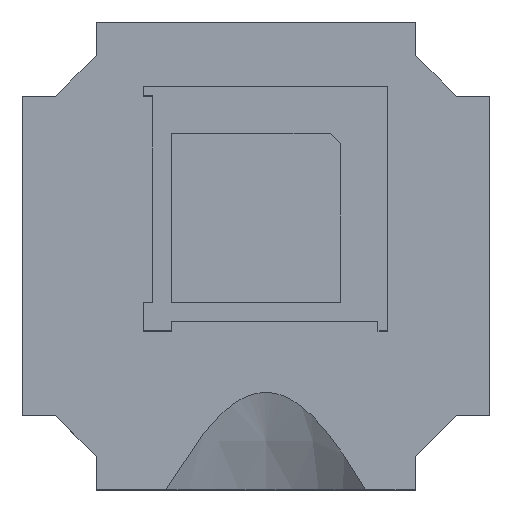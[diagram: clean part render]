
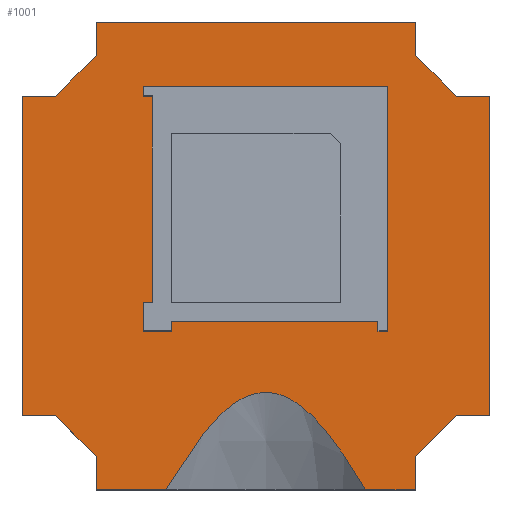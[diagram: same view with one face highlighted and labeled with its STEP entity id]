
A CAD part, top view. The second image highlights one B-rep face of the part: STEP entity #1001.
In plain terms, the highlighted planar face has unit normal (0, 0, 1).
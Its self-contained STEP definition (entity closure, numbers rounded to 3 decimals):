
#15=(
BOUNDED_CURVE()
B_SPLINE_CURVE(2,(#1450,#1451,#1452),.UNSPECIFIED.,.F.,.F.)
B_SPLINE_CURVE_WITH_KNOTS((3,3),(0.,2.97),.UNSPECIFIED.)
CURVE()
GEOMETRIC_REPRESENTATION_ITEM()
RATIONAL_B_SPLINE_CURVE((1.,1.289,1.))
REPRESENTATION_ITEM('')
);
#22=FACE_BOUND('',#157,.T.);
#53=PLANE('',#1073);
#102=FACE_OUTER_BOUND('',#156,.T.);
#156=EDGE_LOOP('',(#873,#874,#875,#876,#877,#878,#879,#880,#881,#882,#883,
#884,#885,#886,#887,#888,#889,#890));
#157=EDGE_LOOP('',(#891,#892,#893,#894,#895,#896,#897,#898,#899,#900,#901,
#902));
#175=LINE('',#1343,#312);
#183=LINE('',#1359,#320);
#186=LINE('',#1365,#323);
#189=LINE('',#1372,#326);
#193=LINE('',#1381,#330);
#197=LINE('',#1388,#334);
#212=LINE('',#1417,#349);
#213=LINE('',#1420,#350);
#216=LINE('',#1425,#353);
#220=LINE('',#1432,#357);
#228=LINE('',#1456,#365);
#232=LINE('',#1463,#369);
#277=LINE('',#1552,#414);
#280=LINE('',#1557,#417);
#282=LINE('',#1562,#419);
#283=LINE('',#1564,#420);
#284=LINE('',#1566,#421);
#285=LINE('',#1568,#422);
#286=LINE('',#1570,#423);
#287=LINE('',#1572,#424);
#288=LINE('',#1574,#425);
#289=LINE('',#1576,#426);
#290=LINE('',#1578,#427);
#291=LINE('',#1580,#428);
#292=LINE('',#1582,#429);
#293=LINE('',#1584,#430);
#294=LINE('',#1586,#431);
#295=LINE('',#1588,#432);
#296=LINE('',#1589,#433);
#312=VECTOR('',#1101,10.);
#320=VECTOR('',#1111,10.);
#323=VECTOR('',#1116,10.);
#326=VECTOR('',#1121,10.);
#330=VECTOR('',#1127,10.);
#334=VECTOR('',#1133,10.);
#349=VECTOR('',#1154,10.);
#350=VECTOR('',#1157,10.);
#353=VECTOR('',#1162,10.);
#357=VECTOR('',#1168,10.);
#365=VECTOR('',#1186,10.);
#369=VECTOR('',#1190,10.);
#414=VECTOR('',#1261,10.);
#417=VECTOR('',#1266,10.);
#419=VECTOR('',#1272,10.);
#420=VECTOR('',#1273,10.);
#421=VECTOR('',#1274,10.);
#422=VECTOR('',#1275,10.);
#423=VECTOR('',#1276,10.);
#424=VECTOR('',#1277,10.);
#425=VECTOR('',#1278,10.);
#426=VECTOR('',#1279,10.);
#427=VECTOR('',#1280,10.);
#428=VECTOR('',#1281,10.);
#429=VECTOR('',#1282,10.);
#430=VECTOR('',#1283,10.);
#431=VECTOR('',#1284,10.);
#432=VECTOR('',#1285,10.);
#433=VECTOR('',#1286,10.);
#453=VERTEX_POINT('',#1341);
#454=VERTEX_POINT('',#1342);
#461=VERTEX_POINT('',#1358);
#463=VERTEX_POINT('',#1364);
#465=VERTEX_POINT('',#1370);
#466=VERTEX_POINT('',#1371);
#469=VERTEX_POINT('',#1379);
#470=VERTEX_POINT('',#1380);
#483=VERTEX_POINT('',#1415);
#484=VERTEX_POINT('',#1419);
#487=VERTEX_POINT('',#1430);
#493=VERTEX_POINT('',#1448);
#494=VERTEX_POINT('',#1449);
#495=VERTEX_POINT('',#1455);
#498=VERTEX_POINT('',#1461);
#529=VERTEX_POINT('',#1551);
#531=VERTEX_POINT('',#1561);
#532=VERTEX_POINT('',#1563);
#533=VERTEX_POINT('',#1565);
#534=VERTEX_POINT('',#1567);
#535=VERTEX_POINT('',#1569);
#536=VERTEX_POINT('',#1571);
#537=VERTEX_POINT('',#1573);
#538=VERTEX_POINT('',#1575);
#539=VERTEX_POINT('',#1577);
#540=VERTEX_POINT('',#1579);
#541=VERTEX_POINT('',#1581);
#542=VERTEX_POINT('',#1583);
#543=VERTEX_POINT('',#1585);
#544=VERTEX_POINT('',#1587);
#548=EDGE_CURVE('',#453,#454,#175,.T.);
#556=EDGE_CURVE('',#461,#453,#183,.T.);
#559=EDGE_CURVE('',#454,#463,#186,.T.);
#562=EDGE_CURVE('',#465,#466,#189,.T.);
#566=EDGE_CURVE('',#469,#470,#193,.T.);
#570=EDGE_CURVE('',#470,#465,#197,.T.);
#585=EDGE_CURVE('',#461,#483,#212,.T.);
#586=EDGE_CURVE('',#484,#463,#213,.T.);
#589=EDGE_CURVE('',#483,#466,#216,.T.);
#593=EDGE_CURVE('',#469,#487,#220,.T.);
#601=EDGE_CURVE('',#493,#494,#15,.T.);
#603=EDGE_CURVE('',#493,#495,#228,.T.);
#607=EDGE_CURVE('',#498,#494,#232,.T.);
#652=EDGE_CURVE('',#487,#529,#277,.T.);
#655=EDGE_CURVE('',#529,#484,#280,.T.);
#657=EDGE_CURVE('',#498,#531,#282,.T.);
#658=EDGE_CURVE('',#531,#532,#283,.T.);
#659=EDGE_CURVE('',#532,#533,#284,.T.);
#660=EDGE_CURVE('',#533,#534,#285,.T.);
#661=EDGE_CURVE('',#534,#535,#286,.T.);
#662=EDGE_CURVE('',#535,#536,#287,.T.);
#663=EDGE_CURVE('',#536,#537,#288,.T.);
#664=EDGE_CURVE('',#537,#538,#289,.T.);
#665=EDGE_CURVE('',#538,#539,#290,.T.);
#666=EDGE_CURVE('',#539,#540,#291,.T.);
#667=EDGE_CURVE('',#540,#541,#292,.T.);
#668=EDGE_CURVE('',#541,#542,#293,.T.);
#669=EDGE_CURVE('',#543,#542,#294,.T.);
#670=EDGE_CURVE('',#544,#543,#295,.T.);
#671=EDGE_CURVE('',#495,#544,#296,.T.);
#873=ORIENTED_EDGE('',*,*,#601,.T.);
#874=ORIENTED_EDGE('',*,*,#607,.F.);
#875=ORIENTED_EDGE('',*,*,#657,.T.);
#876=ORIENTED_EDGE('',*,*,#658,.T.);
#877=ORIENTED_EDGE('',*,*,#659,.T.);
#878=ORIENTED_EDGE('',*,*,#660,.T.);
#879=ORIENTED_EDGE('',*,*,#661,.T.);
#880=ORIENTED_EDGE('',*,*,#662,.T.);
#881=ORIENTED_EDGE('',*,*,#663,.T.);
#882=ORIENTED_EDGE('',*,*,#664,.T.);
#883=ORIENTED_EDGE('',*,*,#665,.T.);
#884=ORIENTED_EDGE('',*,*,#666,.T.);
#885=ORIENTED_EDGE('',*,*,#667,.T.);
#886=ORIENTED_EDGE('',*,*,#668,.T.);
#887=ORIENTED_EDGE('',*,*,#669,.F.);
#888=ORIENTED_EDGE('',*,*,#670,.F.);
#889=ORIENTED_EDGE('',*,*,#671,.F.);
#890=ORIENTED_EDGE('',*,*,#603,.F.);
#891=ORIENTED_EDGE('',*,*,#589,.T.);
#892=ORIENTED_EDGE('',*,*,#562,.F.);
#893=ORIENTED_EDGE('',*,*,#570,.F.);
#894=ORIENTED_EDGE('',*,*,#566,.F.);
#895=ORIENTED_EDGE('',*,*,#593,.T.);
#896=ORIENTED_EDGE('',*,*,#652,.T.);
#897=ORIENTED_EDGE('',*,*,#655,.T.);
#898=ORIENTED_EDGE('',*,*,#586,.T.);
#899=ORIENTED_EDGE('',*,*,#559,.F.);
#900=ORIENTED_EDGE('',*,*,#548,.F.);
#901=ORIENTED_EDGE('',*,*,#556,.F.);
#902=ORIENTED_EDGE('',*,*,#585,.T.);
#1001=ADVANCED_FACE('',(#102,#22),#53,.T.);
#1073=AXIS2_PLACEMENT_3D('',#1560,#1270,#1271);
#1101=DIRECTION('',(1.,0.,0.));
#1111=DIRECTION('',(0.,1.,0.));
#1116=DIRECTION('',(0.,-1.,0.));
#1121=DIRECTION('',(-1.,0.,0.));
#1127=DIRECTION('',(1.,0.,0.));
#1133=DIRECTION('',(0.,-1.,0.));
#1154=DIRECTION('',(-1.,0.,0.));
#1157=DIRECTION('',(-1.,0.,0.));
#1162=DIRECTION('',(0.,1.,0.));
#1168=DIRECTION('',(0.,1.,0.));
#1186=DIRECTION('',(-1.,0.,0.));
#1190=DIRECTION('',(-1.,0.,0.));
#1261=DIRECTION('',(1.,0.,0.));
#1266=DIRECTION('',(0.,-1.,0.));
#1270=DIRECTION('center_axis',(0.,0.,1.));
#1271=DIRECTION('ref_axis',(1.,0.,0.));
#1272=DIRECTION('',(0.,1.,0.));
#1273=DIRECTION('',(0.707,0.707,0.));
#1274=DIRECTION('',(1.,0.,0.));
#1275=DIRECTION('',(0.,1.,0.));
#1276=DIRECTION('',(-1.,0.,0.));
#1277=DIRECTION('',(-0.707,0.707,0.));
#1278=DIRECTION('',(0.,1.,0.));
#1279=DIRECTION('',(-1.,0.,0.));
#1280=DIRECTION('',(0.,-1.,0.));
#1281=DIRECTION('',(-0.707,-0.707,0.));
#1282=DIRECTION('',(-1.,0.,0.));
#1283=DIRECTION('',(0.,-1.,0.));
#1284=DIRECTION('',(-1.,0.,0.));
#1285=DIRECTION('',(-0.707,0.707,0.));
#1286=DIRECTION('',(0.,1.,0.));
#1341=CARTESIAN_POINT('',(-29.951,13.93,13.));
#1342=CARTESIAN_POINT('',(-7.951,13.93,13.));
#1343=CARTESIAN_POINT('',(-25.201,13.93,13.));
#1358=CARTESIAN_POINT('',(-29.951,12.93,13.));
#1359=CARTESIAN_POINT('',(-29.951,19.18,13.));
#1364=CARTESIAN_POINT('',(-7.951,12.93,13.));
#1365=CARTESIAN_POINT('',(-7.951,19.68,13.));
#1370=CARTESIAN_POINT('',(-31.951,15.93,13.));
#1371=CARTESIAN_POINT('',(-32.951,15.93,13.));
#1372=CARTESIAN_POINT('',(-26.201,15.93,13.));
#1379=CARTESIAN_POINT('',(-32.951,37.93,13.));
#1380=CARTESIAN_POINT('',(-31.951,37.93,13.));
#1381=CARTESIAN_POINT('',(-26.701,37.93,13.));
#1388=CARTESIAN_POINT('',(-31.951,31.68,13.));
#1415=CARTESIAN_POINT('',(-32.951,12.93,13.));
#1417=CARTESIAN_POINT('',(-15.405,12.93,13.));
#1419=CARTESIAN_POINT('',(-6.951,12.93,13.));
#1420=CARTESIAN_POINT('',(-15.405,12.93,13.));
#1425=CARTESIAN_POINT('',(-32.951,29.93,13.));
#1430=CARTESIAN_POINT('',(-32.951,38.93,13.));
#1432=CARTESIAN_POINT('',(-32.951,29.93,13.));
#1448=CARTESIAN_POINT('',(-30.525,-3.97,13.));
#1449=CARTESIAN_POINT('',(-9.277,-3.97,13.));
#1450=CARTESIAN_POINT('Ctrl Pts',(-30.525,-3.97,13.));
#1451=CARTESIAN_POINT('Ctrl Pts',(-19.901,14.458,13.));
#1452=CARTESIAN_POINT('Ctrl Pts',(-9.277,-3.97,13.));
#1455=CARTESIAN_POINT('',(-37.93,-3.97,13.));
#1456=CARTESIAN_POINT('',(-37.73,-3.97,13.));
#1461=CARTESIAN_POINT('',(-3.971,-3.97,13.));
#1463=CARTESIAN_POINT('',(-37.73,-3.97,13.));
#1551=CARTESIAN_POINT('',(-6.951,38.93,13.));
#1552=CARTESIAN_POINT('',(-2.405,38.93,13.));
#1557=CARTESIAN_POINT('',(-6.951,16.93,13.));
#1560=CARTESIAN_POINT('Origin',(2.141,20.93,13.));
#1561=CARTESIAN_POINT('',(-3.971,-0.437,13.));
#1562=CARTESIAN_POINT('',(-3.971,-4.17,13.));
#1563=CARTESIAN_POINT('',(0.395,3.93,13.));
#1564=CARTESIAN_POINT('',(-3.971,-0.437,13.));
#1565=CARTESIAN_POINT('',(3.97,3.93,13.));
#1566=CARTESIAN_POINT('',(0.395,3.93,13.));
#1567=CARTESIAN_POINT('',(3.97,37.93,13.));
#1568=CARTESIAN_POINT('',(3.97,3.93,13.));
#1569=CARTESIAN_POINT('',(0.395,37.93,13.));
#1570=CARTESIAN_POINT('',(4.17,37.93,13.));
#1571=CARTESIAN_POINT('',(-3.93,42.255,13.));
#1572=CARTESIAN_POINT('',(0.395,37.93,13.));
#1573=CARTESIAN_POINT('',(-3.93,45.83,13.));
#1574=CARTESIAN_POINT('',(-3.93,42.255,13.));
#1575=CARTESIAN_POINT('',(-37.93,45.83,13.));
#1576=CARTESIAN_POINT('',(-3.93,45.83,13.));
#1577=CARTESIAN_POINT('',(-37.93,42.255,13.));
#1578=CARTESIAN_POINT('',(-37.93,46.03,13.));
#1579=CARTESIAN_POINT('',(-42.255,37.93,13.));
#1580=CARTESIAN_POINT('',(-37.93,42.255,13.));
#1581=CARTESIAN_POINT('',(-45.83,37.93,13.));
#1582=CARTESIAN_POINT('',(-42.255,37.93,13.));
#1583=CARTESIAN_POINT('',(-45.83,3.93,13.));
#1584=CARTESIAN_POINT('',(-45.83,37.93,13.));
#1585=CARTESIAN_POINT('',(-42.255,3.93,13.));
#1586=CARTESIAN_POINT('',(-42.255,3.93,13.));
#1587=CARTESIAN_POINT('',(-37.93,-0.395,13.));
#1588=CARTESIAN_POINT('',(-37.93,-0.395,13.));
#1589=CARTESIAN_POINT('',(-37.93,-4.17,13.));
